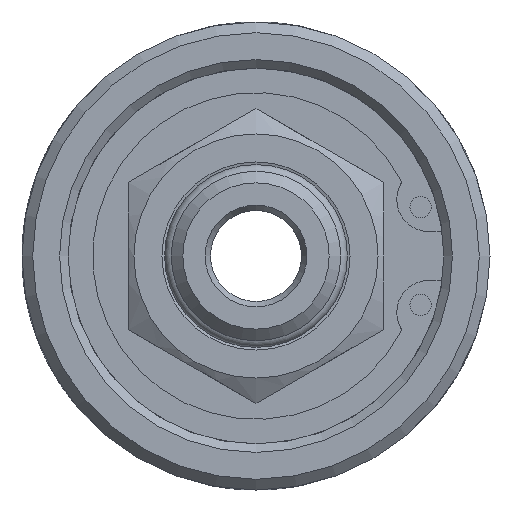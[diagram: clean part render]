
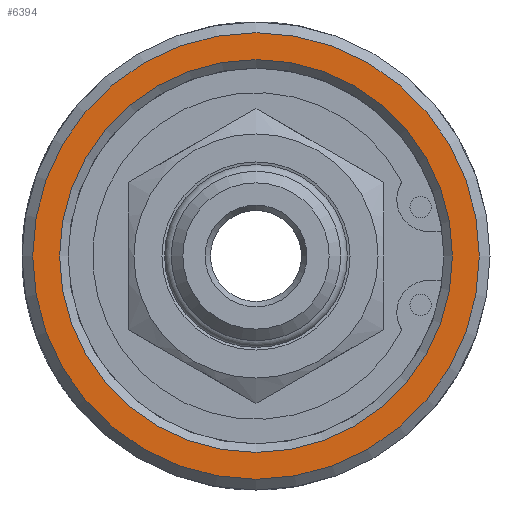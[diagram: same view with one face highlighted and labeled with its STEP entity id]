
A CAD part, left-side view. The second image highlights one B-rep face of the part: STEP entity #6394.
In plain terms, the highlighted planar face has unit normal (-1, 0, 0).
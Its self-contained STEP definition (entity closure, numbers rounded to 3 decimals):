
#647=FACE_BOUND('',#1973,.T.);
#1458=PLANE('',#6834);
#1590=FACE_OUTER_BOUND('',#1972,.T.);
#1972=EDGE_LOOP('',(#4403));
#1973=EDGE_LOOP('',(#4404));
#2407=CIRCLE('',#6816,20.85);
#2416=CIRCLE('',#6835,18.34);
#2680=VERTEX_POINT('',#9163);
#2694=VERTEX_POINT('',#9415);
#3356=EDGE_CURVE('',#2680,#2680,#2407,.T.);
#3381=EDGE_CURVE('',#2694,#2694,#2416,.T.);
#4403=ORIENTED_EDGE('',*,*,#3356,.F.);
#4404=ORIENTED_EDGE('',*,*,#3381,.F.);
#6394=ADVANCED_FACE('',(#1590,#647),#1458,.T.);
#6816=AXIS2_PLACEMENT_3D('',#9165,#7371,#7372);
#6834=AXIS2_PLACEMENT_3D('',#9414,#7415,#7416);
#6835=AXIS2_PLACEMENT_3D('',#9416,#7417,#7418);
#7371=DIRECTION('center_axis',(1.,0.,0.));
#7372=DIRECTION('ref_axis',(0.,-1.,0.));
#7415=DIRECTION('center_axis',(-1.,0.,0.));
#7416=DIRECTION('ref_axis',(0.,0.,1.));
#7417=DIRECTION('center_axis',(-1.,0.,0.));
#7418=DIRECTION('ref_axis',(0.,-1.,0.));
#9163=CARTESIAN_POINT('',(0.,20.85,0.));
#9165=CARTESIAN_POINT('Origin',(0.,0.,0.));
#9414=CARTESIAN_POINT('Origin',(0.,10.925,0.));
#9415=CARTESIAN_POINT('',(0.,18.34,0.));
#9416=CARTESIAN_POINT('Origin',(0.,0.,0.));
